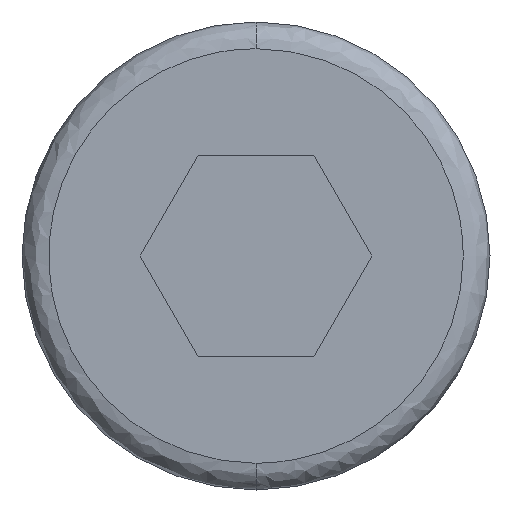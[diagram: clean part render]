
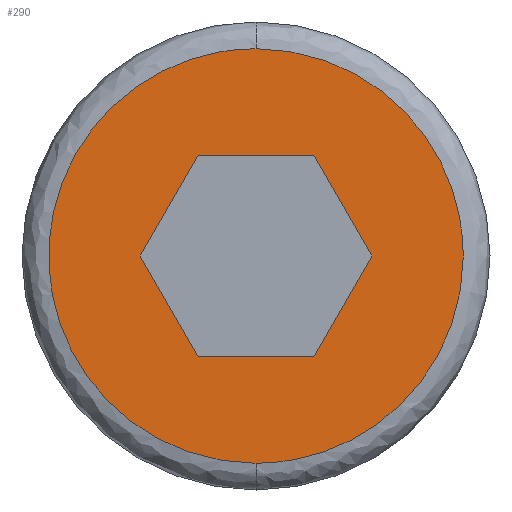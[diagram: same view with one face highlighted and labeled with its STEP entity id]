
A CAD part, front view. The second image highlights one B-rep face of the part: STEP entity #290.
In plain terms, the highlighted planar face has unit normal (0, -1, 0).
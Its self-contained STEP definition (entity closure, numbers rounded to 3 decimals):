
#10 =( BOUNDED_CURVE ( )  B_SPLINE_CURVE ( 3, ( #612, #251, #559, #609 ),
 .UNSPECIFIED., .F., .F. ) 
 B_SPLINE_CURVE_WITH_KNOTS ( ( 4, 4 ),
 ( 0., 1. ),
 .UNSPECIFIED. ) 
 CURVE ( )  GEOMETRIC_REPRESENTATION_ITEM ( )  RATIONAL_B_SPLINE_CURVE ( ( 1., 0.805, 0.805, 1. ) ) 
 REPRESENTATION_ITEM ( '' )  );
#31 = EDGE_CURVE ( 'NONE', #109, #262, #10, .T. ) ;
#47 = VECTOR ( 'NONE', #566, 1000. ) ;
#48 = ORIENTED_EDGE ( 'NONE', *, *, #642, .F. ) ;
#56 = CARTESIAN_POINT ( 'NONE',  ( 0., -4., 1.5 ) ) ;
#65 = CARTESIAN_POINT ( 'NONE',  ( -3.1, -4., 0. ) ) ;
#72 = CARTESIAN_POINT ( 'NONE',  ( 1.732, -4., 0. ) ) ;
#84 = CARTESIAN_POINT ( 'NONE',  ( 0.866, -4., -1.5 ) ) ;
#93 = CARTESIAN_POINT ( 'NONE',  ( 0.866, -4., 1.5 ) ) ;
#103 = EDGE_CURVE ( 'NONE', #349, #481, #647, .T. ) ;
#107 = LINE ( 'NONE', #333, #697 ) ;
#108 = VERTEX_POINT ( 'NONE', #72 ) ;
#109 = VERTEX_POINT ( 'NONE', #454 ) ;
#128 = VERTEX_POINT ( 'NONE', #93 ) ;
#139 = CARTESIAN_POINT ( 'NONE',  ( 0., -4., 3.1 ) ) ;
#144 = ORIENTED_EDGE ( 'NONE', *, *, #306, .F. ) ;
#204 = CARTESIAN_POINT ( 'NONE',  ( 0., -4., -3.1 ) ) ;
#207 = ORIENTED_EDGE ( 'NONE', *, *, #103, .T. ) ;
#234 = FACE_BOUND ( 'NONE', #388, .T. ) ;
#240 = VERTEX_POINT ( 'NONE', #204 ) ;
#245 = LINE ( 'NONE', #629, #47 ) ;
#251 = CARTESIAN_POINT ( 'NONE',  ( 1.816, -4., 3.1 ) ) ;
#257 = EDGE_CURVE ( 'NONE', #481, #500, #245, .T. ) ;
#262 = VERTEX_POINT ( 'NONE', #733 ) ;
#270 = FACE_OUTER_BOUND ( 'NONE', #739, .T. ) ;
#283 = CARTESIAN_POINT ( 'NONE',  ( -0.866, -4., 1.5 ) ) ;
#290 = ADVANCED_FACE ( 'NONE', ( #234, #270 ), #352, .T. ) ;
#293 = DIRECTION ( 'NONE',  ( -0.5, 0., -0.866 ) ) ;
#294 = CARTESIAN_POINT ( 'NONE',  ( -1.732, -4., 0. ) ) ;
#303 = CARTESIAN_POINT ( 'NONE',  ( -3.1, -4., 1.816 ) ) ;
#306 = EDGE_CURVE ( 'NONE', #262, #240, #526, .T. ) ;
#310 = CARTESIAN_POINT ( 'NONE',  ( -1.299, -4., -0.75 ) ) ;
#312 = CARTESIAN_POINT ( 'NONE',  ( -1.816, -4., 3.1 ) ) ;
#332 = DIRECTION ( 'NONE',  ( 0., -1., 0. ) ) ;
#333 = CARTESIAN_POINT ( 'NONE',  ( 1.299, -4., 0.75 ) ) ;
#342 = EDGE_CURVE ( 'NONE', #128, #108, #107, .T. ) ;
#349 = VERTEX_POINT ( 'NONE', #767 ) ;
#352 = PLANE ( 'NONE',  #565 ) ;
#369 = ORIENTED_EDGE ( 'NONE', *, *, #31, .F. ) ;
#388 = EDGE_LOOP ( 'NONE', ( #453, #691, #657, #207, #396, #583 ) ) ;
#396 = ORIENTED_EDGE ( 'NONE', *, *, #257, .T. ) ;
#453 = ORIENTED_EDGE ( 'NONE', *, *, #342, .T. ) ;
#454 = CARTESIAN_POINT ( 'NONE',  ( 0., -4., 3.1 ) ) ;
#475 = CARTESIAN_POINT ( 'NONE',  ( 1.816, -4., -3.1 ) ) ;
#480 = CARTESIAN_POINT ( 'NONE',  ( 0., -4., -3.1 ) ) ;
#481 = VERTEX_POINT ( 'NONE', #294 ) ;
#482 = CARTESIAN_POINT ( 'NONE',  ( 0., -4., 0. ) ) ;
#499 = CARTESIAN_POINT ( 'NONE',  ( -1.816, -4., -3.1 ) ) ;
#500 = VERTEX_POINT ( 'NONE', #283 ) ;
#526 =( BOUNDED_CURVE ( )  B_SPLINE_CURVE ( 3, ( #763, #746, #475, #480 ),
 .UNSPECIFIED., .F., .F. ) 
 B_SPLINE_CURVE_WITH_KNOTS ( ( 4, 4 ),
 ( 0., 0.333 ),
 .UNSPECIFIED. ) 
 CURVE ( )  GEOMETRIC_REPRESENTATION_ITEM ( )  RATIONAL_B_SPLINE_CURVE ( ( 1., 0.805, 0.805, 1. ) ) 
 REPRESENTATION_ITEM ( '' )  );
#531 = VECTOR ( 'NONE', #539, 1000. ) ;
#539 = DIRECTION ( 'NONE',  ( 1., 0., 0. ) ) ;
#541 = VECTOR ( 'NONE', #722, 1000. ) ;
#549 = LINE ( 'NONE', #677, #603 ) ;
#554 =( BOUNDED_CURVE ( )  B_SPLINE_CURVE ( 3, ( #668, #499, #661, #65, #303, #312, #139 ),
 .UNSPECIFIED., .F., .T. ) 
 B_SPLINE_CURVE_WITH_KNOTS ( ( 4, 3, 4 ),
 ( 0.333, 0.667, 1. ),
 .UNSPECIFIED. ) 
 CURVE ( )  GEOMETRIC_REPRESENTATION_ITEM ( )  RATIONAL_B_SPLINE_CURVE ( ( 1., 0.805, 0.805, 1., 0.805, 0.805, 1. ) ) 
 REPRESENTATION_ITEM ( '' )  );
#559 = CARTESIAN_POINT ( 'NONE',  ( 3.1, -4., 1.816 ) ) ;
#561 = LINE ( 'NONE', #654, #687 ) ;
#565 = AXIS2_PLACEMENT_3D ( 'NONE', #482, #332, #636 ) ;
#566 = DIRECTION ( 'NONE',  ( 0.5, 0., 0.866 ) ) ;
#578 = DIRECTION ( 'NONE',  ( 0.5, 0., -0.866 ) ) ;
#583 = ORIENTED_EDGE ( 'NONE', *, *, #607, .T. ) ;
#593 = LINE ( 'NONE', #56, #531 ) ;
#601 = EDGE_CURVE ( 'NONE', #108, #728, #561, .T. ) ;
#603 = VECTOR ( 'NONE', #617, 1000. ) ;
#607 = EDGE_CURVE ( 'NONE', #500, #128, #593, .T. ) ;
#609 = CARTESIAN_POINT ( 'NONE',  ( 3.1, -4., 0. ) ) ;
#612 = CARTESIAN_POINT ( 'NONE',  ( 0., -4., 3.1 ) ) ;
#617 = DIRECTION ( 'NONE',  ( -1., 0., 0. ) ) ;
#629 = CARTESIAN_POINT ( 'NONE',  ( -1.299, -4., 0.75 ) ) ;
#636 = DIRECTION ( 'NONE',  ( 0., 0., -1. ) ) ;
#642 = EDGE_CURVE ( 'NONE', #240, #109, #554, .T. ) ;
#647 = LINE ( 'NONE', #310, #541 ) ;
#654 = CARTESIAN_POINT ( 'NONE',  ( 1.732, -4., 0. ) ) ;
#657 = ORIENTED_EDGE ( 'NONE', *, *, #721, .T. ) ;
#661 = CARTESIAN_POINT ( 'NONE',  ( -3.1, -4., -1.816 ) ) ;
#668 = CARTESIAN_POINT ( 'NONE',  ( 0., -4., -3.1 ) ) ;
#677 = CARTESIAN_POINT ( 'NONE',  ( 0.433, -4., -1.5 ) ) ;
#687 = VECTOR ( 'NONE', #293, 1000. ) ;
#691 = ORIENTED_EDGE ( 'NONE', *, *, #601, .T. ) ;
#697 = VECTOR ( 'NONE', #578, 1000. ) ;
#721 = EDGE_CURVE ( 'NONE', #728, #349, #549, .T. ) ;
#722 = DIRECTION ( 'NONE',  ( -0.5, 0., 0.866 ) ) ;
#728 = VERTEX_POINT ( 'NONE', #84 ) ;
#733 = CARTESIAN_POINT ( 'NONE',  ( 3.1, -4., 0. ) ) ;
#739 = EDGE_LOOP ( 'NONE', ( #369, #48, #144 ) ) ;
#746 = CARTESIAN_POINT ( 'NONE',  ( 3.1, -4., -1.816 ) ) ;
#763 = CARTESIAN_POINT ( 'NONE',  ( 3.1, -4., 0. ) ) ;
#767 = CARTESIAN_POINT ( 'NONE',  ( -0.866, -4., -1.5 ) ) ;
